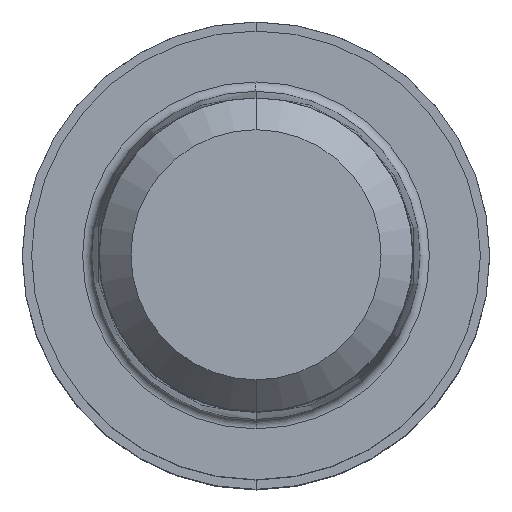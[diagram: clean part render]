
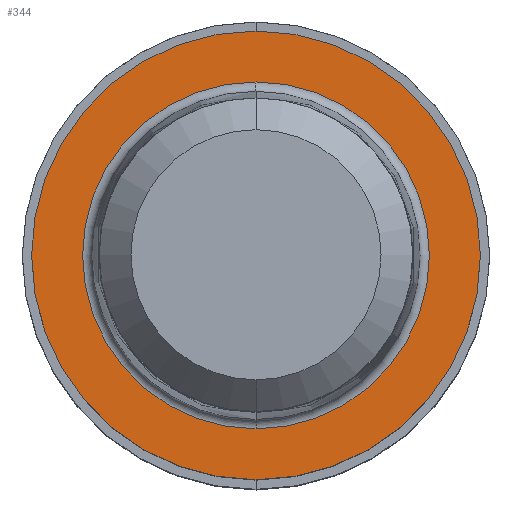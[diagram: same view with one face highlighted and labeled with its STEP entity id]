
A CAD part, top view. The second image highlights one B-rep face of the part: STEP entity #344.
In plain terms, the highlighted planar face has unit normal (0, 0, 1).
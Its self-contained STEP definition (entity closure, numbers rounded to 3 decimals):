
#168=EDGE_CURVE('',#372,#338,#457,.T.);
#172=EDGE_CURVE('',#300,#176,#461,.T.);
#176=VERTEX_POINT('',#466);
#300=VERTEX_POINT('',#609);
#338=VERTEX_POINT('',#653);
#344=ADVANCED_FACE('',(#659,#660),#661,.T.);
#372=VERTEX_POINT('',#691);
#378=EDGE_CURVE('',#338,#372,#697,.T.);
#414=EDGE_CURVE('',#176,#300,#737,.T.);
#457=CIRCLE('',#777,12.0);
#461=CIRCLE('',#783,9.275);
#466=CARTESIAN_POINT('',(0.0,9.275,0.01));
#609=CARTESIAN_POINT('',(0.,-9.275,0.01));
#653=CARTESIAN_POINT('',(0.0,12.0,0.01));
#659=FACE_OUTER_BOUND('',#1026,.T.);
#660=FACE_BOUND('',#1027,.T.);
#661=PLANE('',#1028);
#691=CARTESIAN_POINT('',(0.,-12.0,0.01));
#697=CIRCLE('',#1079,12.0);
#737=CIRCLE('',#1131,9.275);
#777=AXIS2_PLACEMENT_3D('',#1166,#1167,#1168);
#783=AXIS2_PLACEMENT_3D('',#1172,#1173,#1174);
#1026=EDGE_LOOP('',(#1439,#1440));
#1027=EDGE_LOOP('',(#1441,#1442));
#1028=AXIS2_PLACEMENT_3D('',#1443,#1444,#1445);
#1079=AXIS2_PLACEMENT_3D('',#1477,#1478,#1479);
#1131=AXIS2_PLACEMENT_3D('',#1529,#1530,#1531);
#1166=CARTESIAN_POINT('',(0.0,0.0,0.01));
#1167=DIRECTION('',(0.0,0.0,-1.0));
#1168=DIRECTION('',(0.0,1.0,0.0));
#1172=CARTESIAN_POINT('',(0.0,0.0,0.01));
#1173=DIRECTION('',(0.0,0.0,-1.0));
#1174=DIRECTION('',(0.0,1.0,0.0));
#1439=ORIENTED_EDGE('',*,*,#378,.F.);
#1440=ORIENTED_EDGE('',*,*,#168,.F.);
#1441=ORIENTED_EDGE('',*,*,#414,.T.);
#1442=ORIENTED_EDGE('',*,*,#172,.T.);
#1443=CARTESIAN_POINT('',(0.0,6.0,0.01));
#1444=DIRECTION('',(-0.0,0.0,1.0));
#1445=DIRECTION('',(0.0,-1.0,0.0));
#1477=CARTESIAN_POINT('',(0.0,0.0,0.01));
#1478=DIRECTION('',(0.0,0.0,-1.0));
#1479=DIRECTION('',(0.0,1.0,0.0));
#1529=CARTESIAN_POINT('',(0.0,0.0,0.01));
#1530=DIRECTION('',(0.0,0.0,-1.0));
#1531=DIRECTION('',(0.0,1.0,0.0));
